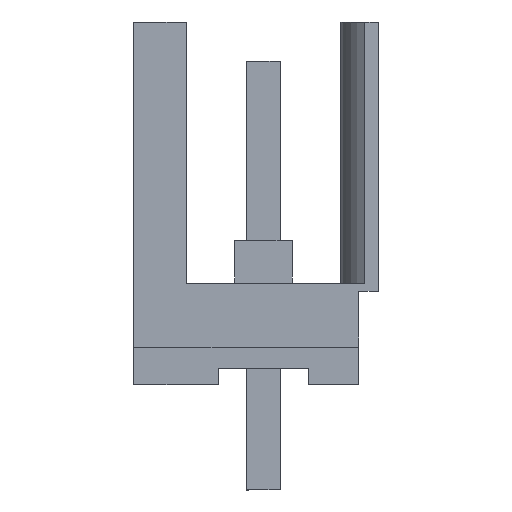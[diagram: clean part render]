
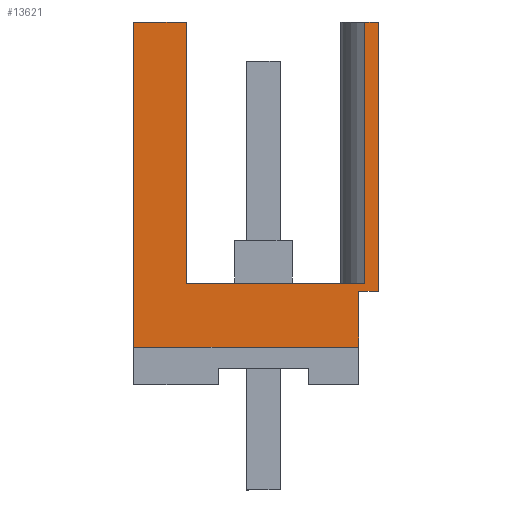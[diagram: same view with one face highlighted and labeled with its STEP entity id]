
A CAD part, left-side view. The second image highlights one B-rep face of the part: STEP entity #13621.
In plain terms, the highlighted planar face has unit normal (-1, 0, 0).
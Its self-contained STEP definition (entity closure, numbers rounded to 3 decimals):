
#13560=AXIS2_PLACEMENT_3D('Plane Axis2P3D',#13557,#13558,#13559) ;
#2287=CARTESIAN_POINT('Vertex',(0.,7.45,4.35)) ;
#2290=CARTESIAN_POINT('Line Origine',(0.,7.45,9.3)) ;
#2294=CARTESIAN_POINT('Vertex',(0.,7.45,14.25)) ;
#2882=CARTESIAN_POINT('Vertex',(0.,0.6,6.05)) ;
#2885=CARTESIAN_POINT('Line Origine',(0.,0.6,5.2)) ;
#2889=CARTESIAN_POINT('Vertex',(0.,0.6,4.35)) ;
#4760=CARTESIAN_POINT('Line Origine',(0.,4.025,4.35)) ;
#13557=CARTESIAN_POINT('Axis2P3D Location',(0.,0.8,6.3)) ;
#13562=CARTESIAN_POINT('Line Origine',(0.,0.3,6.05)) ;
#13566=CARTESIAN_POINT('Vertex',(0.,0.,6.05)) ;
#13569=CARTESIAN_POINT('Line Origine',(0.,0.,10.15)) ;
#13573=CARTESIAN_POINT('Vertex',(0.,0.,14.25)) ;
#13576=CARTESIAN_POINT('Line Origine',(0.,0.206,14.25)) ;
#13580=CARTESIAN_POINT('Vertex',(0.,0.411,14.25)) ;
#13583=CARTESIAN_POINT('Line Origine',(0.,0.411,10.275)) ;
#13587=CARTESIAN_POINT('Vertex',(0.,0.411,6.3)) ;
#13590=CARTESIAN_POINT('Line Origine',(0.,3.131,6.3)) ;
#13594=CARTESIAN_POINT('Vertex',(0.,5.85,6.3)) ;
#13597=CARTESIAN_POINT('Line Origine',(0.,5.85,10.275)) ;
#13601=CARTESIAN_POINT('Vertex',(0.,5.85,14.25)) ;
#13604=CARTESIAN_POINT('Line Origine',(0.,6.65,14.25)) ;
#2291=DIRECTION('Vector Direction',(0.,0.,-1.)) ;
#2886=DIRECTION('Vector Direction',(0.,0.,1.)) ;
#4761=DIRECTION('Vector Direction',(0.,1.,0.)) ;
#13558=DIRECTION('Axis2P3D Direction',(-1.,0.,0.)) ;
#13559=DIRECTION('Axis2P3D XDirection',(0.,-1.,0.)) ;
#13563=DIRECTION('Vector Direction',(0.,-1.,0.)) ;
#13570=DIRECTION('Vector Direction',(0.,0.,-1.)) ;
#13577=DIRECTION('Vector Direction',(0.,-1.,0.)) ;
#13584=DIRECTION('Vector Direction',(0.,0.,1.)) ;
#13591=DIRECTION('Vector Direction',(0.,-1.,0.)) ;
#13598=DIRECTION('Vector Direction',(0.,0.,1.)) ;
#13605=DIRECTION('Vector Direction',(0.,-1.,0.)) ;
#2292=VECTOR('Line Direction',#2291,1.) ;
#2887=VECTOR('Line Direction',#2886,1.) ;
#4762=VECTOR('Line Direction',#4761,1.) ;
#13564=VECTOR('Line Direction',#13563,1.) ;
#13571=VECTOR('Line Direction',#13570,1.) ;
#13578=VECTOR('Line Direction',#13577,1.) ;
#13585=VECTOR('Line Direction',#13584,1.) ;
#13592=VECTOR('Line Direction',#13591,1.) ;
#13599=VECTOR('Line Direction',#13598,1.) ;
#13606=VECTOR('Line Direction',#13605,1.) ;
#13610=ORIENTED_EDGE('',*,*,#2891,.T.) ;
#13611=ORIENTED_EDGE('',*,*,#13568,.T.) ;
#13612=ORIENTED_EDGE('',*,*,#13575,.F.) ;
#13613=ORIENTED_EDGE('',*,*,#13582,.F.) ;
#13614=ORIENTED_EDGE('',*,*,#13589,.F.) ;
#13615=ORIENTED_EDGE('',*,*,#13596,.F.) ;
#13616=ORIENTED_EDGE('',*,*,#13603,.T.) ;
#13617=ORIENTED_EDGE('',*,*,#13608,.F.) ;
#13618=ORIENTED_EDGE('',*,*,#2296,.T.) ;
#13619=ORIENTED_EDGE('',*,*,#4764,.F.) ;
#13621=ADVANCED_FACE('HOUSING',(#13620),#13561,.T.) ;
#2296=EDGE_CURVE('',#2295,#2288,#2293,.T.) ;
#2891=EDGE_CURVE('',#2890,#2883,#2888,.T.) ;
#4764=EDGE_CURVE('',#2890,#2288,#4763,.T.) ;
#13568=EDGE_CURVE('',#2883,#13567,#13565,.T.) ;
#13575=EDGE_CURVE('',#13574,#13567,#13572,.T.) ;
#13582=EDGE_CURVE('',#13581,#13574,#13579,.T.) ;
#13589=EDGE_CURVE('',#13588,#13581,#13586,.T.) ;
#13596=EDGE_CURVE('',#13595,#13588,#13593,.T.) ;
#13603=EDGE_CURVE('',#13595,#13602,#13600,.T.) ;
#13608=EDGE_CURVE('',#2295,#13602,#13607,.T.) ;
#13609=EDGE_LOOP('',(#13610,#13611,#13612,#13613,#13614,#13615,#13616,#13617,#13618,#13619)) ;
#13620=FACE_OUTER_BOUND('',#13609,.T.) ;
#2293=LINE('Line',#2290,#2292) ;
#2888=LINE('Line',#2885,#2887) ;
#4763=LINE('Line',#4760,#4762) ;
#13565=LINE('Line',#13562,#13564) ;
#13572=LINE('Line',#13569,#13571) ;
#13579=LINE('Line',#13576,#13578) ;
#13586=LINE('Line',#13583,#13585) ;
#13593=LINE('Line',#13590,#13592) ;
#13600=LINE('Line',#13597,#13599) ;
#13607=LINE('Line',#13604,#13606) ;
#13561=PLANE('',#13560) ;
#2288=VERTEX_POINT('',#2287) ;
#2295=VERTEX_POINT('',#2294) ;
#2883=VERTEX_POINT('',#2882) ;
#2890=VERTEX_POINT('',#2889) ;
#13567=VERTEX_POINT('',#13566) ;
#13574=VERTEX_POINT('',#13573) ;
#13581=VERTEX_POINT('',#13580) ;
#13588=VERTEX_POINT('',#13587) ;
#13595=VERTEX_POINT('',#13594) ;
#13602=VERTEX_POINT('',#13601) ;
